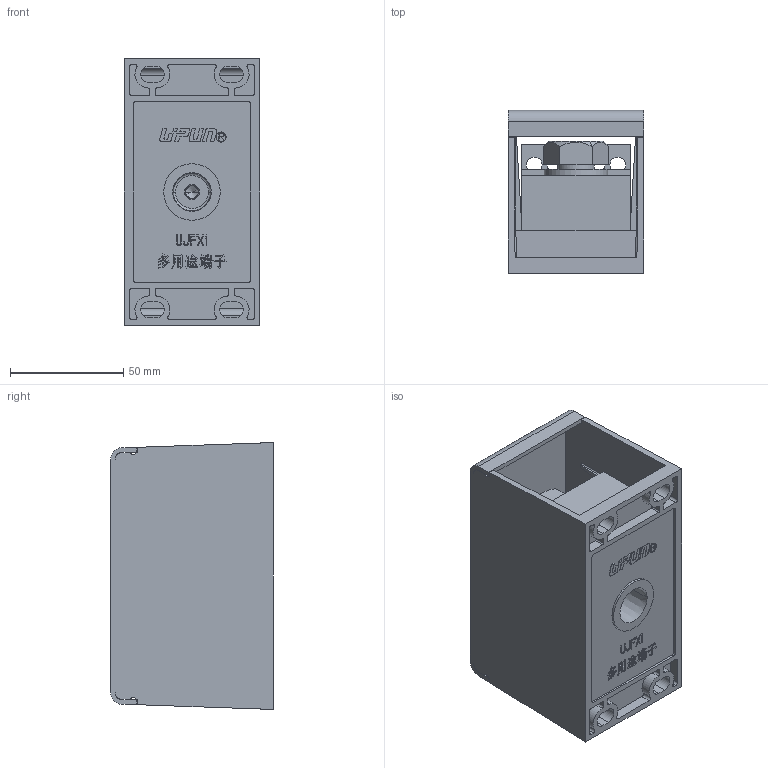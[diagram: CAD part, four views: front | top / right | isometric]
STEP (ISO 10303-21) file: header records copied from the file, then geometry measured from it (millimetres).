
FILE_DESCRIPTION((''),'2;1');
FILE_NAME('UJFX1-300B_15_16','2023-03-16T',('ASUS'),(''),'PRO/ENGINEER BY PARAMETRIC TECHNOLOGY CORPORATION, 2013230','PRO/ENGINEER BY PARAMETRIC TECHNOLOGY CORPORATION, 2013230','');
FILE_SCHEMA(('CONFIG_CONTROL_DESIGN'));
Length unit declared in the file: millimetre
Products named in the file (1): UJFX1-300B_15_16
Bounding box: 60 x 72 x 118 mm (x, y, z)
Volume: 181788.3 mm3; surface area: 105083.1 mm2
Topology: 1 solids, 1 shells, 1055 faces, 3092 edges, 2070 vertices
Faces by surface type: plane 741, cylinder 237, cone 44, bspline 29, torus 4
Entity records: 38956 total; most frequent: CARTESIAN_POINT 11117, ORIENTED_EDGE 6180, DIRECTION 5228, EDGE_CURVE 3090, VECTOR 2300, LINE 2300, VERTEX_POINT 2070, AXIS2_PLACEMENT_3D 1464
